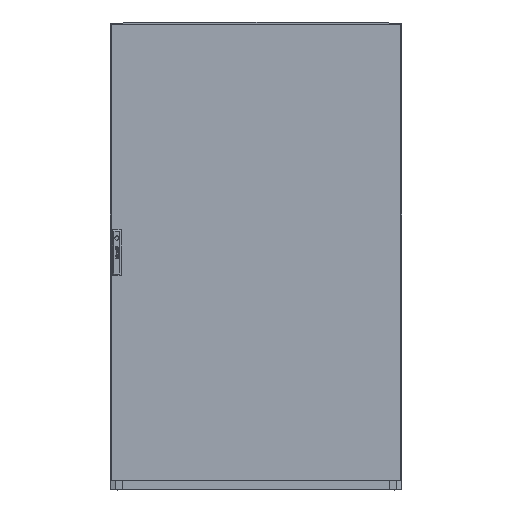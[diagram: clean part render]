
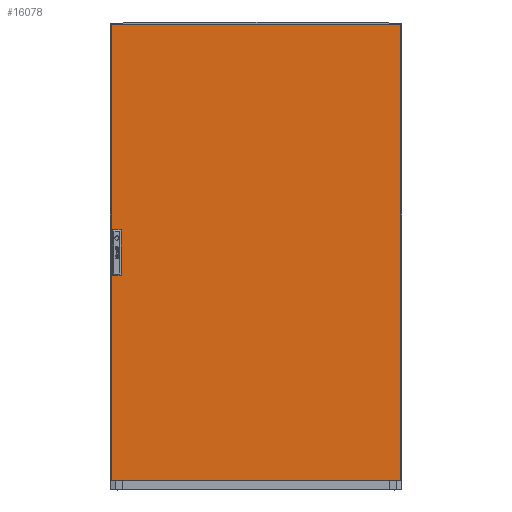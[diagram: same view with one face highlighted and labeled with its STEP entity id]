
A CAD part, top view. The second image highlights one B-rep face of the part: STEP entity #16078.
In plain terms, the highlighted planar face has unit normal (0, 0, 1).
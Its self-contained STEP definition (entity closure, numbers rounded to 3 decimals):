
#5682 = CARTESIAN_POINT ( 'NONE',  ( -493.4, 0., 0. ) ) ;
#6383 = CARTESIAN_POINT ( 'NONE',  ( -497., -783.5, 0. ) ) ;
#6389 = CARTESIAN_POINT ( 'NONE',  ( 0., 0., 0. ) ) ;
#6806 = VERTEX_POINT ( 'NONE', #81254 ) ;
#7112 = CARTESIAN_POINT ( 'NONE',  ( -497., -783.5, 0. ) ) ;
#7404 = ORIENTED_EDGE ( 'NONE', *, *, #57657, .T. ) ;
#11776 = LINE ( 'NONE', #7112, #33403 ) ;
#14465 = VERTEX_POINT ( 'NONE', #15119 ) ;
#15119 = CARTESIAN_POINT ( 'NONE',  ( 497., 783.5, 0. ) ) ;
#16078 = ADVANCED_FACE ( 'NONE', ( #32166, #51326 ), #71509, .T. ) ;
#16444 = VECTOR ( 'NONE', #95250, 1000. ) ;
#18301 = LINE ( 'NONE', #29005, #80693 ) ;
#21485 = ORIENTED_EDGE ( 'NONE', *, *, #100673, .T. ) ;
#22315 = DIRECTION ( 'NONE',  ( 0., 0., 1. ) ) ;
#23234 = EDGE_CURVE ( 'NONE', #105078, #49980, #56454, .T. ) ;
#25225 = DIRECTION ( 'NONE',  ( 1., 0., 0. ) ) ;
#27329 = ORIENTED_EDGE ( 'NONE', *, *, #43315, .T. ) ;
#28002 = CARTESIAN_POINT ( 'NONE',  ( -463., -78.5, 0. ) ) ;
#28018 = LINE ( 'NONE', #45554, #71392 ) ;
#28885 = EDGE_LOOP ( 'NONE', ( #7404, #59886, #47944, #70012 ) ) ;
#29005 = CARTESIAN_POINT ( 'NONE',  ( -463., 0., 0. ) ) ;
#30018 = CARTESIAN_POINT ( 'NONE',  ( -497., 783.5, 0. ) ) ;
#30337 = CARTESIAN_POINT ( 'NONE',  ( 497., -783.5, 0. ) ) ;
#30684 = VERTEX_POINT ( 'NONE', #6383 ) ;
#31846 = LINE ( 'NONE', #44806, #91677 ) ;
#32166 = FACE_BOUND ( 'NONE', #28885, .T. ) ;
#32498 = EDGE_CURVE ( 'NONE', #6806, #49980, #18301, .T. ) ;
#33403 = VECTOR ( 'NONE', #55932, 1000. ) ;
#37225 = DIRECTION ( 'NONE',  ( 0., -1., 0. ) ) ;
#41999 = ORIENTED_EDGE ( 'NONE', *, *, #85361, .T. ) ;
#42425 = LINE ( 'NONE', #5682, #53926 ) ;
#43315 = EDGE_CURVE ( 'NONE', #66401, #30684, #59818, .T. ) ;
#44806 = CARTESIAN_POINT ( 'NONE',  ( 497., 783.5, 0. ) ) ;
#45554 = CARTESIAN_POINT ( 'NONE',  ( -497., 783.5, 0. ) ) ;
#45695 = DIRECTION ( 'NONE',  ( 1., 0., 0. ) ) ;
#47944 = ORIENTED_EDGE ( 'NONE', *, *, #23234, .F. ) ;
#49980 = VERTEX_POINT ( 'NONE', #28002 ) ;
#51326 = FACE_OUTER_BOUND ( 'NONE', #83919, .T. ) ;
#51538 = CARTESIAN_POINT ( 'NONE',  ( -493.4, -78.5, 0. ) ) ;
#52737 = VERTEX_POINT ( 'NONE', #30337 ) ;
#53402 = DIRECTION ( 'NONE',  ( -1., 0., 0. ) ) ;
#53926 = VECTOR ( 'NONE', #95072, 1000. ) ;
#55480 = EDGE_CURVE ( 'NONE', #103788, #105078, #42425, .T. ) ;
#55581 = EDGE_CURVE ( 'NONE', #30684, #52737, #11776, .T. ) ;
#55932 = DIRECTION ( 'NONE',  ( 1., 0., 0. ) ) ;
#56454 = LINE ( 'NONE', #62071, #75395 ) ;
#57657 = EDGE_CURVE ( 'NONE', #103788, #6806, #77976, .T. ) ;
#57923 = CARTESIAN_POINT ( 'NONE',  ( -497., 783.5, 0. ) ) ;
#59253 = CARTESIAN_POINT ( 'NONE',  ( -493.4, 78.5, 0. ) ) ;
#59818 = LINE ( 'NONE', #30018, #16444 ) ;
#59886 = ORIENTED_EDGE ( 'NONE', *, *, #32498, .T. ) ;
#62071 = CARTESIAN_POINT ( 'NONE',  ( -493.4, -78.5, 0. ) ) ;
#66401 = VERTEX_POINT ( 'NONE', #57923 ) ;
#70012 = ORIENTED_EDGE ( 'NONE', *, *, #55480, .F. ) ;
#71392 = VECTOR ( 'NONE', #53402, 1000. ) ;
#71509 = PLANE ( 'NONE',  #98838 ) ;
#73384 = ORIENTED_EDGE ( 'NONE', *, *, #55581, .T. ) ;
#73704 = CARTESIAN_POINT ( 'NONE',  ( -493.4, 78.5, 0. ) ) ;
#75395 = VECTOR ( 'NONE', #45695, 1000. ) ;
#77976 = LINE ( 'NONE', #73704, #99746 ) ;
#79614 = DIRECTION ( 'NONE',  ( 1., 0., 0. ) ) ;
#80693 = VECTOR ( 'NONE', #37225, 1000. ) ;
#81254 = CARTESIAN_POINT ( 'NONE',  ( -463., 78.5, 0. ) ) ;
#83919 = EDGE_LOOP ( 'NONE', ( #21485, #41999, #27329, #73384 ) ) ;
#85361 = EDGE_CURVE ( 'NONE', #14465, #66401, #28018, .T. ) ;
#91677 = VECTOR ( 'NONE', #93915, 1000. ) ;
#93915 = DIRECTION ( 'NONE',  ( 0., 1., 0. ) ) ;
#95072 = DIRECTION ( 'NONE',  ( 0., -1., 0. ) ) ;
#95250 = DIRECTION ( 'NONE',  ( 0., -1., 0. ) ) ;
#98838 = AXIS2_PLACEMENT_3D ( 'NONE', #6389, #22315, #79614 ) ;
#99746 = VECTOR ( 'NONE', #25225, 1000. ) ;
#100673 = EDGE_CURVE ( 'NONE', #52737, #14465, #31846, .T. ) ;
#103788 = VERTEX_POINT ( 'NONE', #59253 ) ;
#105078 = VERTEX_POINT ( 'NONE', #51538 ) ;
